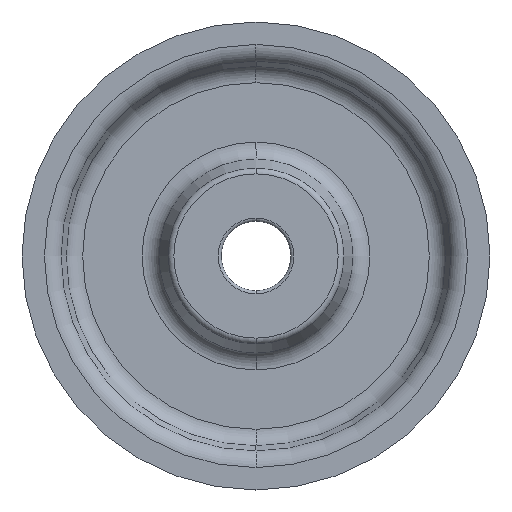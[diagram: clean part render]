
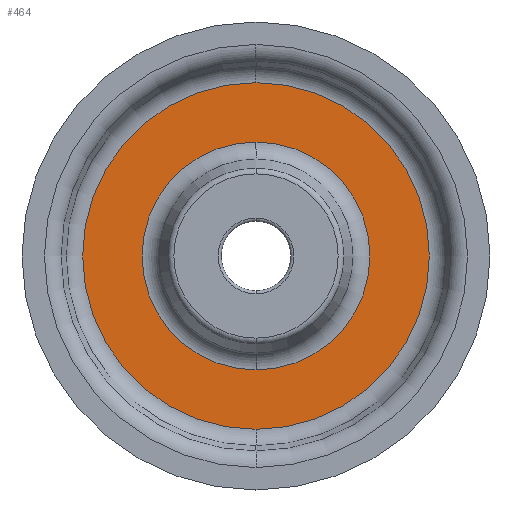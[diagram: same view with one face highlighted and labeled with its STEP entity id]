
A CAD part, left-side view. The second image highlights one B-rep face of the part: STEP entity #464.
In plain terms, the highlighted planar face has unit normal (-1, 0, 0).
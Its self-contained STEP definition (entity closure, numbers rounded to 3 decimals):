
#4 = AXIS2_PLACEMENT_3D ( 'NONE', #32, #515, #771 ) ;
#32 = CARTESIAN_POINT ( 'NONE',  ( -2.5, 0., 0. ) ) ;
#64 = CARTESIAN_POINT ( 'NONE',  ( -2.5, 16.5, 0. ) ) ;
#85 = VERTEX_POINT ( 'NONE', #634 ) ;
#125 = VERTEX_POINT ( 'NONE', #553 ) ;
#150 = FACE_OUTER_BOUND ( 'NONE', #1048, .T. ) ;
#168 = CARTESIAN_POINT ( 'NONE',  ( -2.5, 0., 0. ) ) ;
#186 = DIRECTION ( 'NONE',  ( 0., 0., -1. ) ) ;
#260 = ORIENTED_EDGE ( 'NONE', *, *, #524, .T. ) ;
#288 = ORIENTED_EDGE ( 'NONE', *, *, #438, .T. ) ;
#325 = PLANE ( 'NONE',  #1191 ) ;
#332 = CARTESIAN_POINT ( 'NONE',  ( -2.5, 0., -28.146 ) ) ;
#341 = DIRECTION ( 'NONE',  ( 0., 0., -1. ) ) ;
#416 = CIRCLE ( 'NONE', #4, 18.5 ) ;
#438 = EDGE_CURVE ( 'NONE', #125, #865, #640, .T. ) ;
#439 = DIRECTION ( 'NONE',  ( -1., 0., 0. ) ) ;
#448 = CARTESIAN_POINT ( 'NONE',  ( -2.5, 0., 18.5 ) ) ;
#464 = ADVANCED_FACE ( 'NONE', ( #894, #150 ), #325, .F. ) ;
#479 = DIRECTION ( 'NONE',  ( -1., 0., 0. ) ) ;
#494 = AXIS2_PLACEMENT_3D ( 'NONE', #168, #439, #917 ) ;
#515 = DIRECTION ( 'NONE',  ( 1., 0., 0. ) ) ;
#524 = EDGE_CURVE ( 'NONE', #85, #850, #1052, .T. ) ;
#525 = DIRECTION ( 'NONE',  ( 1., 0., 0. ) ) ;
#531 = DIRECTION ( 'NONE',  ( 1., 0., 0. ) ) ;
#553 = CARTESIAN_POINT ( 'NONE',  ( -2.5, 0., -18.5 ) ) ;
#625 = AXIS2_PLACEMENT_3D ( 'NONE', #636, #479, #186 ) ;
#634 = CARTESIAN_POINT ( 'NONE',  ( -2.5, 0., 28.146 ) ) ;
#636 = CARTESIAN_POINT ( 'NONE',  ( -2.5, 0., 0. ) ) ;
#640 = CIRCLE ( 'NONE', #647, 18.5 ) ;
#647 = AXIS2_PLACEMENT_3D ( 'NONE', #1171, #525, #341 ) ;
#685 = CIRCLE ( 'NONE', #625, 28.146 ) ;
#758 = ORIENTED_EDGE ( 'NONE', *, *, #953, .T. ) ;
#771 = DIRECTION ( 'NONE',  ( 0., 0., -1. ) ) ;
#830 = EDGE_LOOP ( 'NONE', ( #288, #1129 ) ) ;
#850 = VERTEX_POINT ( 'NONE', #332 ) ;
#865 = VERTEX_POINT ( 'NONE', #448 ) ;
#882 = DIRECTION ( 'NONE',  ( 0., 0., -1. ) ) ;
#894 = FACE_BOUND ( 'NONE', #830, .T. ) ;
#917 = DIRECTION ( 'NONE',  ( 0., 0., -1. ) ) ;
#953 = EDGE_CURVE ( 'NONE', #850, #85, #685, .T. ) ;
#1048 = EDGE_LOOP ( 'NONE', ( #758, #260 ) ) ;
#1052 = CIRCLE ( 'NONE', #494, 28.146 ) ;
#1129 = ORIENTED_EDGE ( 'NONE', *, *, #1164, .T. ) ;
#1164 = EDGE_CURVE ( 'NONE', #865, #125, #416, .T. ) ;
#1171 = CARTESIAN_POINT ( 'NONE',  ( -2.5, 0., 0. ) ) ;
#1191 = AXIS2_PLACEMENT_3D ( 'NONE', #64, #531, #882 ) ;
